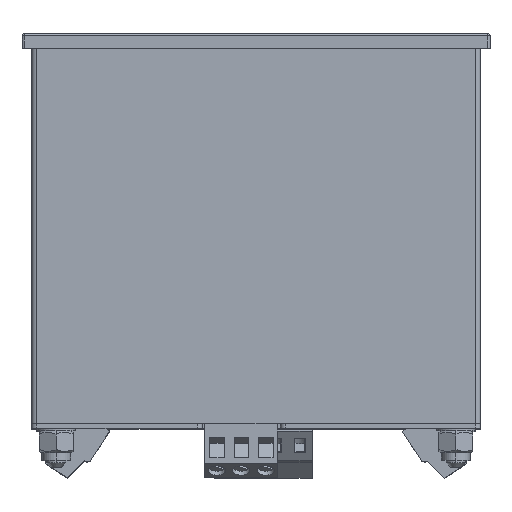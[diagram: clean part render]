
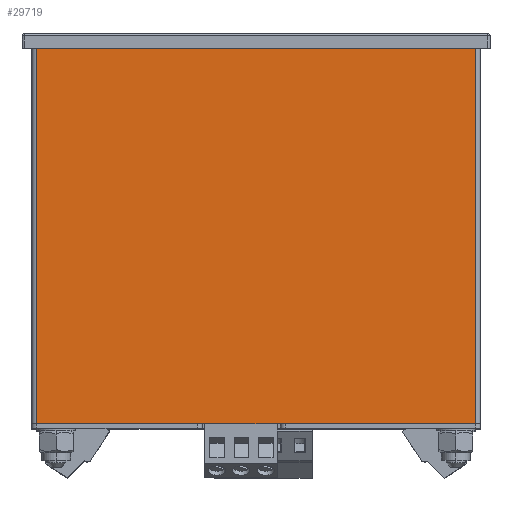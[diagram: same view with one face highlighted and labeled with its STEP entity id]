
A CAD part, top view. The second image highlights one B-rep face of the part: STEP entity #29719.
In plain terms, the highlighted planar face has unit normal (0, 0, 1).
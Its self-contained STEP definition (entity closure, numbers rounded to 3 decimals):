
#29602=CARTESIAN_POINT('',(45.,0.,46.));
#29603=VERTEX_POINT('',#29602);
#29604=CARTESIAN_POINT('',(-45.,0.,46.));
#29605=VERTEX_POINT('',#29604);
#29606=CARTESIAN_POINT('',(45.,0.,46.));
#29607=DIRECTION('',(-1.,0.,0.));
#29608=VECTOR('',#29607,90.);
#29609=LINE('',#29606,#29608);
#29610=EDGE_CURVE('',#29603,#29605,#29609,.T.);
#29689=CARTESIAN_POINT('',(46.,-77.,46.));
#29690=DIRECTION('',(0.,0.,-1.));
#29691=DIRECTION('',(-1.,0.,0.));
#29692=AXIS2_PLACEMENT_3D('',#29689,#29690,#29691);
#29693=PLANE('',#29692);
#29694=CARTESIAN_POINT('',(45.,-77.,46.));
#29695=VERTEX_POINT('',#29694);
#29696=CARTESIAN_POINT('',(-45.,-77.,46.));
#29697=VERTEX_POINT('',#29696);
#29698=CARTESIAN_POINT('',(45.,-77.,46.));
#29699=DIRECTION('',(-1.,0.,0.));
#29700=VECTOR('',#29699,90.);
#29701=LINE('',#29698,#29700);
#29702=EDGE_CURVE('',#29695,#29697,#29701,.T.);
#29703=ORIENTED_EDGE('',*,*,#29702,.F.);
#29704=CARTESIAN_POINT('',(45.,-77.,46.));
#29705=DIRECTION('',(0.,1.,0.));
#29706=VECTOR('',#29705,77.);
#29707=LINE('',#29704,#29706);
#29708=EDGE_CURVE('',#29695,#29603,#29707,.T.);
#29709=ORIENTED_EDGE('',*,*,#29708,.T.);
#29710=ORIENTED_EDGE('',*,*,#29610,.T.);
#29711=CARTESIAN_POINT('',(-45.,0.,46.));
#29712=DIRECTION('',(-0.,-1.,-0.));
#29713=VECTOR('',#29712,77.);
#29714=LINE('',#29711,#29713);
#29715=EDGE_CURVE('',#29605,#29697,#29714,.T.);
#29716=ORIENTED_EDGE('',*,*,#29715,.T.);
#29717=EDGE_LOOP('',(#29703,#29709,#29710,#29716));
#29718=FACE_BOUND('',#29717,.T.);
#29719=ADVANCED_FACE('',(#29718),#29693,.F.);
